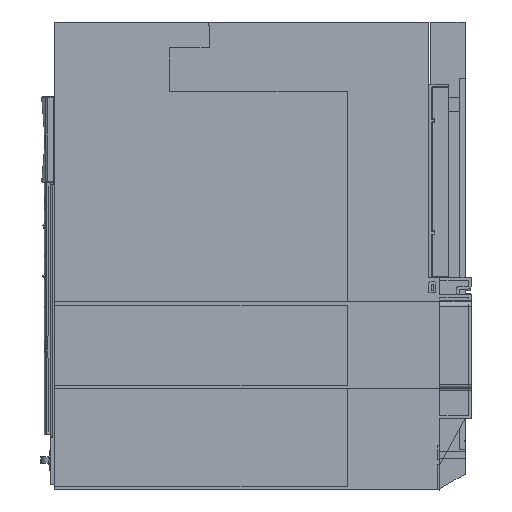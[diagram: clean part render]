
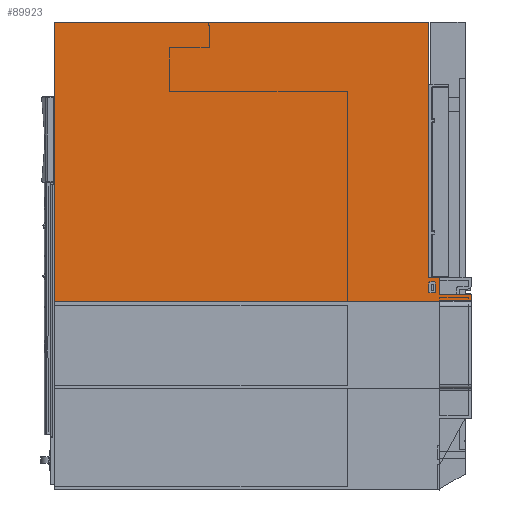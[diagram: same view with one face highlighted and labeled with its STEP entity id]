
A CAD part, left-side view. The second image highlights one B-rep face of the part: STEP entity #89923.
In plain terms, the highlighted planar face has unit normal (-1, 0, 0).
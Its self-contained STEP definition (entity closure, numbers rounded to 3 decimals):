
#40455=AXIS2_PLACEMENT_3D('Plane Axis2P3D',#40452,#40453,#40454) ;
#85960=AXIS2_PLACEMENT_3D('Circle Axis2P3D',#85958,#85959,$) ;
#86008=AXIS2_PLACEMENT_3D('Circle Axis2P3D',#86006,#86007,$) ;
#86056=AXIS2_PLACEMENT_3D('Circle Axis2P3D',#86054,#86055,$) ;
#86104=AXIS2_PLACEMENT_3D('Circle Axis2P3D',#86102,#86103,$) ;
#40452=CARTESIAN_POINT('Axis2P3D Location',(-478.25,0.,0.)) ;
#85784=CARTESIAN_POINT('Line Origine',(-478.25,-175.,171.)) ;
#85788=CARTESIAN_POINT('Vertex',(-478.25,0.,171.)) ;
#85790=CARTESIAN_POINT('Vertex',(-478.25,-350.,171.)) ;
#85811=CARTESIAN_POINT('Line Origine',(-478.25,-350.,171.646)) ;
#85815=CARTESIAN_POINT('Vertex',(-478.25,-350.,172.292)) ;
#85838=CARTESIAN_POINT('Vertex',(-478.25,-378.5,172.292)) ;
#85841=CARTESIAN_POINT('Line Origine',(-478.25,-364.25,172.292)) ;
#85858=CARTESIAN_POINT('Vertex',(-478.25,-378.5,177.5)) ;
#85861=CARTESIAN_POINT('Line Origine',(-478.25,-378.5,174.896)) ;
#85895=CARTESIAN_POINT('Vertex',(-478.25,-350.,177.5)) ;
#85898=CARTESIAN_POINT('Line Origine',(-478.25,-364.25,177.5)) ;
#85919=CARTESIAN_POINT('Vertex',(-478.25,-350.,193.)) ;
#85922=CARTESIAN_POINT('Line Origine',(-478.25,-350.,185.25)) ;
#85948=CARTESIAN_POINT('Vertex',(-478.25,-345.,189.)) ;
#85955=CARTESIAN_POINT('Vertex',(-478.25,-346.,188.)) ;
#85958=CARTESIAN_POINT('Axis2P3D Location',(-478.25,-345.,188.)) ;
#85979=CARTESIAN_POINT('Vertex',(-478.25,-346.,180.)) ;
#85982=CARTESIAN_POINT('Line Origine',(-478.25,-346.,184.)) ;
#86003=CARTESIAN_POINT('Vertex',(-478.25,-345.,179.)) ;
#86006=CARTESIAN_POINT('Axis2P3D Location',(-478.25,-345.,180.)) ;
#86027=CARTESIAN_POINT('Vertex',(-478.25,-341.,179.)) ;
#86030=CARTESIAN_POINT('Line Origine',(-478.25,-343.,179.)) ;
#86051=CARTESIAN_POINT('Vertex',(-478.25,-340.,180.)) ;
#86054=CARTESIAN_POINT('Axis2P3D Location',(-478.25,-341.,180.)) ;
#86075=CARTESIAN_POINT('Vertex',(-478.25,-340.,188.)) ;
#86078=CARTESIAN_POINT('Line Origine',(-478.25,-340.,184.)) ;
#86099=CARTESIAN_POINT('Vertex',(-478.25,-341.,189.)) ;
#86102=CARTESIAN_POINT('Axis2P3D Location',(-478.25,-341.,188.)) ;
#86119=CARTESIAN_POINT('Line Origine',(-478.25,-343.,189.)) ;
#86268=CARTESIAN_POINT('Line Origine',(-478.25,0.,298.)) ;
#86272=CARTESIAN_POINT('Vertex',(-478.25,0.,425.)) ;
#89874=CARTESIAN_POINT('Vertex',(-478.25,-340.,193.)) ;
#89877=CARTESIAN_POINT('Line Origine',(-478.25,-345.,193.)) ;
#89889=CARTESIAN_POINT('Line Origine',(-478.25,-340.,309.)) ;
#89893=CARTESIAN_POINT('Vertex',(-478.25,-340.,425.)) ;
#89896=CARTESIAN_POINT('Line Origine',(-478.25,-170.,425.)) ;
#40453=DIRECTION('Axis2P3D Direction',(1.,0.,-0.)) ;
#40454=DIRECTION('Axis2P3D XDirection',(0.,0.,1.)) ;
#85785=DIRECTION('Vector Direction',(0.,-1.,0.)) ;
#85812=DIRECTION('Vector Direction',(0.,0.,1.)) ;
#85842=DIRECTION('Vector Direction',(0.,-1.,0.)) ;
#85862=DIRECTION('Vector Direction',(0.,0.,-1.)) ;
#85899=DIRECTION('Vector Direction',(0.,-1.,0.)) ;
#85923=DIRECTION('Vector Direction',(0.,0.,1.)) ;
#85959=DIRECTION('Axis2P3D Direction',(1.,0.,0.)) ;
#85983=DIRECTION('Vector Direction',(0.,0.,-1.)) ;
#86007=DIRECTION('Axis2P3D Direction',(1.,0.,0.)) ;
#86031=DIRECTION('Vector Direction',(0.,1.,0.)) ;
#86055=DIRECTION('Axis2P3D Direction',(1.,0.,0.)) ;
#86079=DIRECTION('Vector Direction',(0.,0.,1.)) ;
#86103=DIRECTION('Axis2P3D Direction',(1.,0.,0.)) ;
#86120=DIRECTION('Vector Direction',(0.,-1.,0.)) ;
#86269=DIRECTION('Vector Direction',(0.,0.,1.)) ;
#89878=DIRECTION('Vector Direction',(0.,-1.,0.)) ;
#89890=DIRECTION('Vector Direction',(0.,0.,1.)) ;
#89897=DIRECTION('Vector Direction',(0.,-1.,0.)) ;
#85786=VECTOR('Line Direction',#85785,1.) ;
#85813=VECTOR('Line Direction',#85812,1.) ;
#85843=VECTOR('Line Direction',#85842,1.) ;
#85863=VECTOR('Line Direction',#85862,1.) ;
#85900=VECTOR('Line Direction',#85899,1.) ;
#85924=VECTOR('Line Direction',#85923,1.) ;
#85984=VECTOR('Line Direction',#85983,1.) ;
#86032=VECTOR('Line Direction',#86031,1.) ;
#86080=VECTOR('Line Direction',#86079,1.) ;
#86121=VECTOR('Line Direction',#86120,1.) ;
#86270=VECTOR('Line Direction',#86269,1.) ;
#89879=VECTOR('Line Direction',#89878,1.) ;
#89891=VECTOR('Line Direction',#89890,1.) ;
#89898=VECTOR('Line Direction',#89897,1.) ;
#89902=ORIENTED_EDGE('',*,*,#89881,.F.) ;
#89903=ORIENTED_EDGE('',*,*,#89895,.T.) ;
#89904=ORIENTED_EDGE('',*,*,#89900,.F.) ;
#89905=ORIENTED_EDGE('',*,*,#86274,.F.) ;
#89906=ORIENTED_EDGE('',*,*,#85792,.T.) ;
#89907=ORIENTED_EDGE('',*,*,#85817,.F.) ;
#89908=ORIENTED_EDGE('',*,*,#85845,.T.) ;
#89909=ORIENTED_EDGE('',*,*,#85865,.F.) ;
#89910=ORIENTED_EDGE('',*,*,#85902,.F.) ;
#89911=ORIENTED_EDGE('',*,*,#85926,.F.) ;
#89914=ORIENTED_EDGE('',*,*,#85962,.T.) ;
#89915=ORIENTED_EDGE('',*,*,#85986,.T.) ;
#89916=ORIENTED_EDGE('',*,*,#86010,.T.) ;
#89917=ORIENTED_EDGE('',*,*,#86034,.T.) ;
#89918=ORIENTED_EDGE('',*,*,#86058,.T.) ;
#89919=ORIENTED_EDGE('',*,*,#86082,.T.) ;
#89920=ORIENTED_EDGE('',*,*,#86106,.T.) ;
#89921=ORIENTED_EDGE('',*,*,#86123,.T.) ;
#89922=FACE_BOUND('',#89913,.T.) ;
#89923=ADVANCED_FACE('RX0153104_1PA_001_01_SIMUL_PF_N3_III',(#89912,#89922),#40456,.F.) ;
#85961=CIRCLE('generated circle',#85960,1.) ;
#86009=CIRCLE('generated circle',#86008,1.) ;
#86057=CIRCLE('generated circle',#86056,1.) ;
#86105=CIRCLE('generated circle',#86104,1.) ;
#85792=EDGE_CURVE('',#85789,#85791,#85787,.T.) ;
#85817=EDGE_CURVE('',#85816,#85791,#85814,.F.) ;
#85845=EDGE_CURVE('',#85816,#85839,#85844,.T.) ;
#85865=EDGE_CURVE('',#85859,#85839,#85864,.T.) ;
#85902=EDGE_CURVE('',#85896,#85859,#85901,.T.) ;
#85926=EDGE_CURVE('',#85920,#85896,#85925,.F.) ;
#85962=EDGE_CURVE('',#85949,#85956,#85961,.T.) ;
#85986=EDGE_CURVE('',#85956,#85980,#85985,.T.) ;
#86010=EDGE_CURVE('',#85980,#86004,#86009,.T.) ;
#86034=EDGE_CURVE('',#86004,#86028,#86033,.T.) ;
#86058=EDGE_CURVE('',#86028,#86052,#86057,.T.) ;
#86082=EDGE_CURVE('',#86052,#86076,#86081,.T.) ;
#86106=EDGE_CURVE('',#86076,#86100,#86105,.T.) ;
#86123=EDGE_CURVE('',#86100,#85949,#86122,.T.) ;
#86274=EDGE_CURVE('',#85789,#86273,#86271,.T.) ;
#89881=EDGE_CURVE('',#89875,#85920,#89880,.T.) ;
#89895=EDGE_CURVE('',#89875,#89894,#89892,.T.) ;
#89900=EDGE_CURVE('',#86273,#89894,#89899,.T.) ;
#89901=EDGE_LOOP('',(#89902,#89903,#89904,#89905,#89906,#89907,#89908,#89909,#89910,#89911)) ;
#89913=EDGE_LOOP('',(#89914,#89915,#89916,#89917,#89918,#89919,#89920,#89921)) ;
#89912=FACE_OUTER_BOUND('',#89901,.T.) ;
#85787=LINE('Line',#85784,#85786) ;
#85814=LINE('Line',#85811,#85813) ;
#85844=LINE('Line',#85841,#85843) ;
#85864=LINE('Line',#85861,#85863) ;
#85901=LINE('Line',#85898,#85900) ;
#85925=LINE('Line',#85922,#85924) ;
#85985=LINE('Line',#85982,#85984) ;
#86033=LINE('Line',#86030,#86032) ;
#86081=LINE('Line',#86078,#86080) ;
#86122=LINE('Line',#86119,#86121) ;
#86271=LINE('Line',#86268,#86270) ;
#89880=LINE('Line',#89877,#89879) ;
#89892=LINE('Line',#89889,#89891) ;
#89899=LINE('Line',#89896,#89898) ;
#40456=PLANE('',#40455) ;
#85789=VERTEX_POINT('',#85788) ;
#85791=VERTEX_POINT('',#85790) ;
#85816=VERTEX_POINT('',#85815) ;
#85839=VERTEX_POINT('',#85838) ;
#85859=VERTEX_POINT('',#85858) ;
#85896=VERTEX_POINT('',#85895) ;
#85920=VERTEX_POINT('',#85919) ;
#85949=VERTEX_POINT('',#85948) ;
#85956=VERTEX_POINT('',#85955) ;
#85980=VERTEX_POINT('',#85979) ;
#86004=VERTEX_POINT('',#86003) ;
#86028=VERTEX_POINT('',#86027) ;
#86052=VERTEX_POINT('',#86051) ;
#86076=VERTEX_POINT('',#86075) ;
#86100=VERTEX_POINT('',#86099) ;
#86273=VERTEX_POINT('',#86272) ;
#89875=VERTEX_POINT('',#89874) ;
#89894=VERTEX_POINT('',#89893) ;
